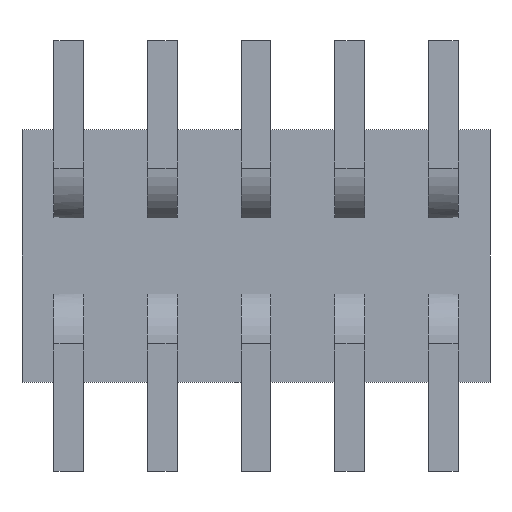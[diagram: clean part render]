
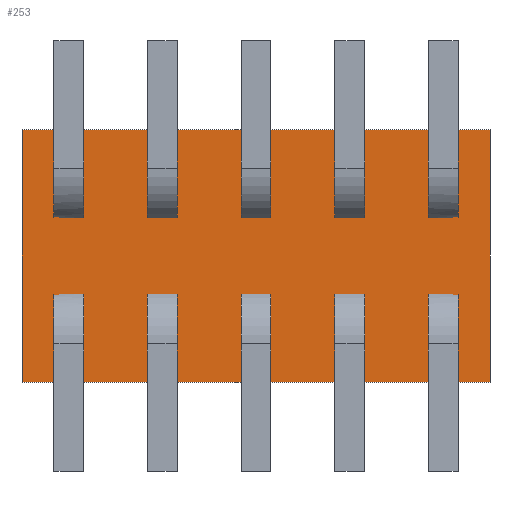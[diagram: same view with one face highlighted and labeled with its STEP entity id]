
A CAD part, front view. The second image highlights one B-rep face of the part: STEP entity #253.
In plain terms, the highlighted planar face has unit normal (0, -1, 0).
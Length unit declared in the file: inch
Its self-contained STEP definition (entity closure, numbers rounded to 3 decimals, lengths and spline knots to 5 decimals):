
#253 = ADVANCED_FACE( '', ( #606 ), #607, .F. );
#606 = FACE_OUTER_BOUND( '', #1076, .T. );
#607 = PLANE( '', #1077 );
#1076 = EDGE_LOOP( '', ( #1606, #1607, #1608, #1609 ) );
#1077 = AXIS2_PLACEMENT_3D( '', #1610, #1611, #1612 );
#1606 = ORIENTED_EDGE( '', *, *, #2986, .F. );
#1607 = ORIENTED_EDGE( '', *, *, #2987, .F. );
#1608 = ORIENTED_EDGE( '', *, *, #2988, .F. );
#1609 = ORIENTED_EDGE( '', *, *, #2989, .F. );
#1610 = CARTESIAN_POINT( '', ( 0., 0., 0. ) );
#1611 = DIRECTION( '', ( 0., 1., 0. ) );
#1612 = DIRECTION( '', ( 0., 0., 1. ) );
#2986 = EDGE_CURVE( '', #3597, #3598, #3599, .T. );
#2987 = EDGE_CURVE( '', #3600, #3597, #3601, .T. );
#2988 = EDGE_CURVE( '', #3602, #3600, #3603, .T. );
#2989 = EDGE_CURVE( '', #3598, #3602, #3604, .T. );
#3597 = VERTEX_POINT( '', #4452 );
#3598 = VERTEX_POINT( '', #4453 );
#3599 = LINE( '', #4454, #4455 );
#3600 = VERTEX_POINT( '', #4456 );
#3601 = LINE( '', #4457, #4458 );
#3602 = VERTEX_POINT( '', #4459 );
#3603 = LINE( '', #4460, #4461 );
#3604 = LINE( '', #4462, #4463 );
#4452 = CARTESIAN_POINT( '', ( -0.125, 0., -0.0675 ) );
#4453 = CARTESIAN_POINT( '', ( -0.125, 0., 0.0675 ) );
#4454 = CARTESIAN_POINT( '', ( -0.125, 0., -0.0675 ) );
#4455 = VECTOR( '', #5509, 39.37008 );
#4456 = CARTESIAN_POINT( '', ( 0.125, 0., -0.0675 ) );
#4457 = CARTESIAN_POINT( '', ( 0.125, 0., -0.0675 ) );
#4458 = VECTOR( '', #5510, 39.37008 );
#4459 = CARTESIAN_POINT( '', ( 0.125, 0., 0.0675 ) );
#4460 = CARTESIAN_POINT( '', ( 0.125, 0., 0.0675 ) );
#4461 = VECTOR( '', #5511, 39.37008 );
#4462 = CARTESIAN_POINT( '', ( -0.125, 0., 0.0675 ) );
#4463 = VECTOR( '', #5512, 39.37008 );
#5509 = DIRECTION( '', ( 0., 0., 1. ) );
#5510 = DIRECTION( '', ( -1., 0., 0. ) );
#5511 = DIRECTION( '', ( 0., 0., -1. ) );
#5512 = DIRECTION( '', ( 1., 0., 0. ) );
